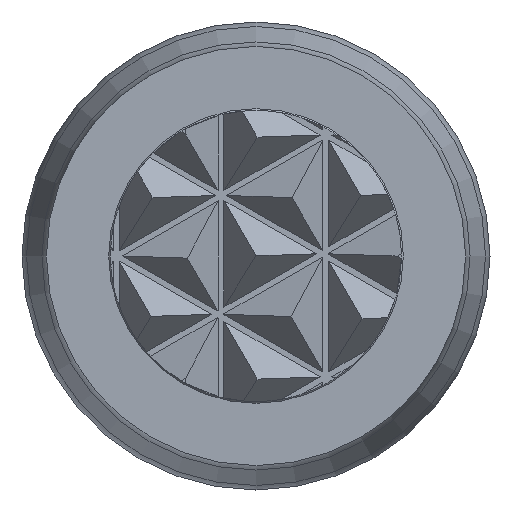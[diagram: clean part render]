
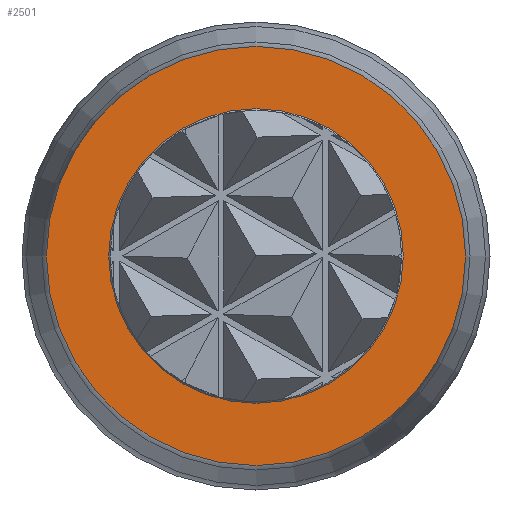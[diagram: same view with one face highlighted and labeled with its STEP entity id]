
A CAD part, left-side view. The second image highlights one B-rep face of the part: STEP entity #2501.
In plain terms, the highlighted planar face has unit normal (-1, 0, 0).
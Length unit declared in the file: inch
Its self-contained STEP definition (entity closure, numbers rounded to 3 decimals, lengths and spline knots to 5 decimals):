
#100 = AXIS2_PLACEMENT_3D ( 'NONE', #1163, #2833, #2555 ) ;
#276 = EDGE_CURVE ( 'NONE', #286, #286, #3328, .T. ) ;
#286 = VERTEX_POINT ( 'NONE', #1548 ) ;
#390 = ORIENTED_EDGE ( 'NONE', *, *, #276, .T. ) ;
#425 = DIRECTION ( 'NONE',  ( 1., 0., 0. ) ) ;
#621 = PLANE ( 'NONE',  #100 ) ;
#968 = AXIS2_PLACEMENT_3D ( 'NONE', #3237, #425, #2660 ) ;
#1104 = AXIS2_PLACEMENT_3D ( 'NONE', #2197, #1616, #2734 ) ;
#1163 = CARTESIAN_POINT ( 'NONE',  ( 0., 0., 0.018 ) ) ;
#1265 = ORIENTED_EDGE ( 'NONE', *, *, #2299, .T. ) ;
#1548 = CARTESIAN_POINT ( 'NONE',  ( 0., 0., 0.01265 ) ) ;
#1616 = DIRECTION ( 'NONE',  ( -1., 0., 0. ) ) ;
#1691 = FACE_OUTER_BOUND ( 'NONE', #3275, .T. ) ;
#1970 = FACE_BOUND ( 'NONE', #2703, .T. ) ;
#2197 = CARTESIAN_POINT ( 'NONE',  ( 0., 0., 0. ) ) ;
#2299 = EDGE_CURVE ( 'NONE', #2690, #2690, #3357, .T. ) ;
#2501 = ADVANCED_FACE ( 'NONE', ( #1970, #1691 ), #621, .T. ) ;
#2555 = DIRECTION ( 'NONE',  ( 0., -1., 0. ) ) ;
#2660 = DIRECTION ( 'NONE',  ( 0., 0., 1. ) ) ;
#2690 = VERTEX_POINT ( 'NONE', #3246 ) ;
#2703 = EDGE_LOOP ( 'NONE', ( #390 ) ) ;
#2734 = DIRECTION ( 'NONE',  ( 0., -1., 0. ) ) ;
#2833 = DIRECTION ( 'NONE',  ( -1., 0., 0. ) ) ;
#3237 = CARTESIAN_POINT ( 'NONE',  ( 0., 0., 0. ) ) ;
#3246 = CARTESIAN_POINT ( 'NONE',  ( 0., -0.018, 0. ) ) ;
#3275 = EDGE_LOOP ( 'NONE', ( #1265 ) ) ;
#3328 = CIRCLE ( 'NONE', #968, 0.01265 ) ;
#3357 = CIRCLE ( 'NONE', #1104, 0.018 ) ;
